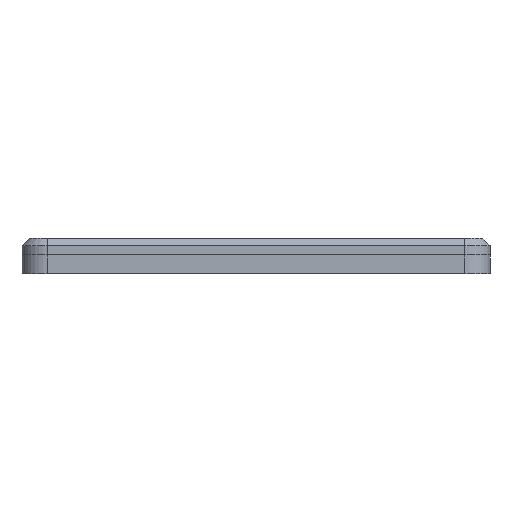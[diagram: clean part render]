
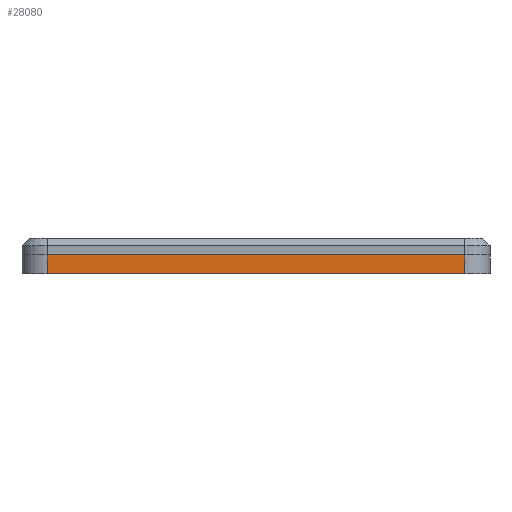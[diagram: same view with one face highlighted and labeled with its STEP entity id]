
A CAD part, left-side view. The second image highlights one B-rep face of the part: STEP entity #28080.
In plain terms, the highlighted planar face has unit normal (-1, 0, 0).
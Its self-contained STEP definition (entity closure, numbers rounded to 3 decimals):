
#3219=LINE('',#46013,#5980);
#3251=LINE('',#46136,#6012);
#3310=LINE('',#46361,#6071);
#3311=LINE('',#46362,#6072);
#5980=VECTOR('',#38198,10.);
#6012=VECTOR('',#38320,10.);
#6071=VECTOR('',#38585,10.);
#6072=VECTOR('',#38586,10.);
#8027=FACE_OUTER_BOUND('',#9820,.T.);
#9820=EDGE_LOOP('',(#24749,#24750,#24751,#24752));
#13218=VERTEX_POINT('',#45998);
#13225=VERTEX_POINT('',#46011);
#13270=VERTEX_POINT('',#46133);
#13271=VERTEX_POINT('',#46135);
#16981=EDGE_CURVE('',#13225,#13218,#3219,.T.);
#17041=EDGE_CURVE('',#13270,#13271,#3251,.T.);
#17145=EDGE_CURVE('',#13218,#13270,#3310,.T.);
#17146=EDGE_CURVE('',#13225,#13271,#3311,.T.);
#24749=ORIENTED_EDGE('',*,*,#17145,.F.);
#24750=ORIENTED_EDGE('',*,*,#16981,.F.);
#24751=ORIENTED_EDGE('',*,*,#17146,.T.);
#24752=ORIENTED_EDGE('',*,*,#17041,.F.);
#25687=PLANE('',#30740);
#28080=ADVANCED_FACE('',(#8027),#25687,.T.);
#30740=AXIS2_PLACEMENT_3D('',#46360,#38583,#38584);
#38198=DIRECTION('',(0.,1.,0.));
#38320=DIRECTION('',(0.,-1.,0.));
#38583=DIRECTION('center_axis',(-1.,0.,0.));
#38584=DIRECTION('ref_axis',(0.,1.,0.));
#38585=DIRECTION('',(0.,0.,1.));
#38586=DIRECTION('',(0.,0.,1.));
#45998=CARTESIAN_POINT('',(-109.,56.85,-2.2));
#46011=CARTESIAN_POINT('',(-109.,-59.25,-2.2));
#46013=CARTESIAN_POINT('',(-109.,-59.25,-2.2));
#46133=CARTESIAN_POINT('',(-109.,56.85,3.));
#46135=CARTESIAN_POINT('',(-109.,-59.25,3.));
#46136=CARTESIAN_POINT('',(-109.,27.825,3.));
#46360=CARTESIAN_POINT('Origin',(-109.,-59.25,0.));
#46361=CARTESIAN_POINT('',(-109.,56.85,0.));
#46362=CARTESIAN_POINT('',(-109.,-59.25,0.));
